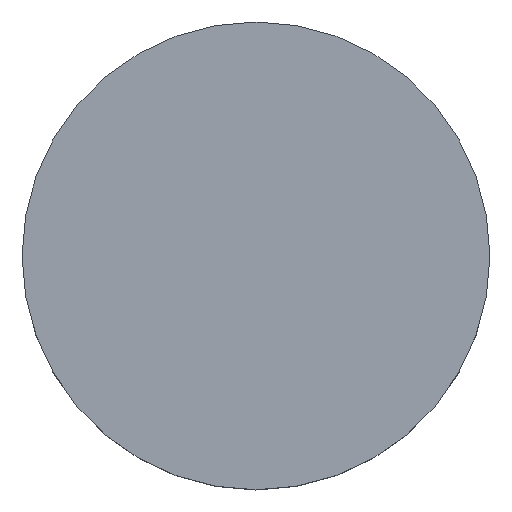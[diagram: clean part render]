
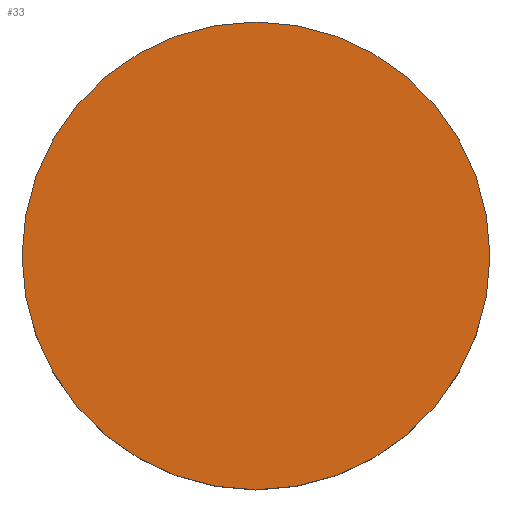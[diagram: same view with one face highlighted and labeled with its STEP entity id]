
A CAD part, top view. The second image highlights one B-rep face of the part: STEP entity #33.
In plain terms, the highlighted planar face has unit normal (0, 0, 1).
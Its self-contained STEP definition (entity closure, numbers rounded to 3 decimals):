
#3 = CARTESIAN_POINT ( 'NONE',  ( 0., 0., 3.1 ) ) ;
#5 = CARTESIAN_POINT ( 'NONE',  ( 0., 0., 3.1 ) ) ;
#25 = DIRECTION ( 'NONE',  ( 0., 0., -1. ) ) ;
#33 = ADVANCED_FACE ( 'NONE', ( #155 ), #146, .T. ) ;
#47 = AXIS2_PLACEMENT_3D ( 'NONE', #5, #25, #157 ) ;
#48 = CIRCLE ( 'NONE', #67, 6.35 ) ;
#54 = DIRECTION ( 'NONE',  ( 1., 0., 0. ) ) ;
#67 = AXIS2_PLACEMENT_3D ( 'NONE', #3, #151, #54 ) ;
#73 = DIRECTION ( 'NONE',  ( 0., 0., 1. ) ) ;
#76 = CARTESIAN_POINT ( 'NONE',  ( 6.35, 0., 3.1 ) ) ;
#84 = EDGE_CURVE ( 'NONE', #191, #203, #48, .T. ) ;
#110 = CARTESIAN_POINT ( 'NONE',  ( 0., 13.158, 3.1 ) ) ;
#111 = DIRECTION ( 'NONE',  ( 1., 0., 0. ) ) ;
#135 = CIRCLE ( 'NONE', #47, 6.35 ) ;
#140 = EDGE_LOOP ( 'NONE', ( #232, #226 ) ) ;
#146 = PLANE ( 'NONE',  #161 ) ;
#151 = DIRECTION ( 'NONE',  ( 0., 0., -1. ) ) ;
#155 = FACE_OUTER_BOUND ( 'NONE', #140, .T. ) ;
#157 = DIRECTION ( 'NONE',  ( 1., 0., 0. ) ) ;
#161 = AXIS2_PLACEMENT_3D ( 'NONE', #110, #73, #111 ) ;
#170 = CARTESIAN_POINT ( 'NONE',  ( -6.35, 0., 3.1 ) ) ;
#191 = VERTEX_POINT ( 'NONE', #76 ) ;
#203 = VERTEX_POINT ( 'NONE', #170 ) ;
#226 = ORIENTED_EDGE ( 'NONE', *, *, #234, .F. ) ;
#232 = ORIENTED_EDGE ( 'NONE', *, *, #84, .F. ) ;
#234 = EDGE_CURVE ( 'NONE', #203, #191, #135, .T. ) ;
